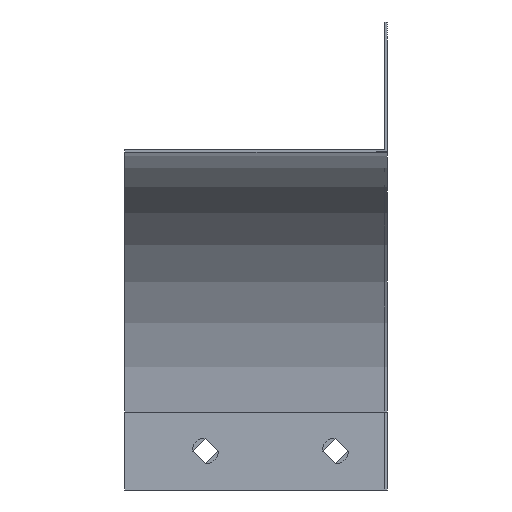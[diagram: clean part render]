
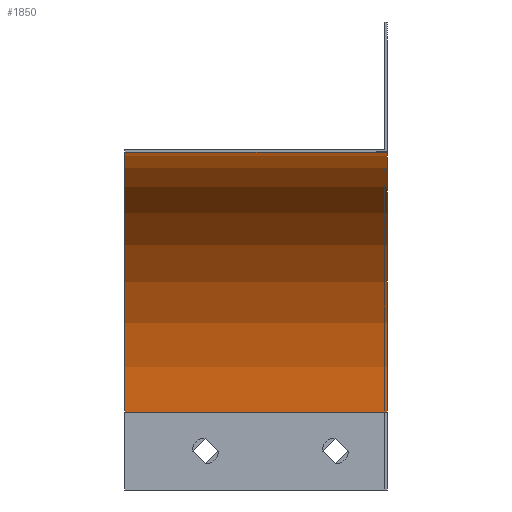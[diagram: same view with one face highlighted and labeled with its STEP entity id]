
A CAD part, left-side view. The second image highlights one B-rep face of the part: STEP entity #1850.
In plain terms, the highlighted cylindrical face has radius 100 mm (diameter 200 mm), a partial arc.
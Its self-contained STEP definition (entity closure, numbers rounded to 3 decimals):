
#32 = AXIS2_PLACEMENT_3D ( 'NONE', #1793, #1791, #1789 ) ;
#144 = LINE ( 'NONE', #1345, #147 ) ;
#146 = CIRCLE ( 'NONE', #227, 100. ) ;
#147 = VECTOR ( 'NONE', #1347, 1000. ) ;
#148 = CIRCLE ( 'NONE', #229, 100. ) ;
#150 = LINE ( 'NONE', #1346, #152 ) ;
#152 = VECTOR ( 'NONE', #1339, 1000. ) ;
#227 = AXIS2_PLACEMENT_3D ( 'NONE', #1354, #1355, #1356 ) ;
#229 = AXIS2_PLACEMENT_3D ( 'NONE', #1350, #1351, #1352 ) ;
#320 = EDGE_CURVE ( 'NONE', #506, #465, #144, .T. ) ;
#322 = EDGE_CURVE ( 'NONE', #465, #483, #148, .T. ) ;
#323 = EDGE_CURVE ( 'NONE', #1157, #483, #150, .T. ) ;
#324 = EDGE_CURVE ( 'NONE', #1157, #506, #146, .T. ) ;
#465 = VERTEX_POINT ( 'NONE', #1552 ) ;
#483 = VERTEX_POINT ( 'NONE', #1567 ) ;
#506 = VERTEX_POINT ( 'NONE', #1590 ) ;
#1021 = FACE_OUTER_BOUND ( 'NONE', #1173, .T. ) ;
#1028 = CYLINDRICAL_SURFACE ( 'NONE', #32, 100. ) ;
#1157 = VERTEX_POINT ( 'NONE', #1617 ) ;
#1173 = EDGE_LOOP ( 'NONE', ( #1275, #1276, #1277, #1278 ) ) ;
#1275 = ORIENTED_EDGE ( 'NONE', *, *, #322, .T. ) ;
#1276 = ORIENTED_EDGE ( 'NONE', *, *, #323, .F. ) ;
#1277 = ORIENTED_EDGE ( 'NONE', *, *, #324, .T. ) ;
#1278 = ORIENTED_EDGE ( 'NONE', *, *, #320, .T. ) ;
#1339 = DIRECTION ( 'NONE',  ( 0., -1., 0. ) ) ;
#1345 = CARTESIAN_POINT ( 'NONE',  ( -150., 1., -150. ) ) ;
#1346 = CARTESIAN_POINT ( 'NONE',  ( -250., 1., -50. ) ) ;
#1347 = DIRECTION ( 'NONE',  ( 0., -1., 0. ) ) ;
#1350 = CARTESIAN_POINT ( 'NONE',  ( -250., 0., -150. ) ) ;
#1351 = DIRECTION ( 'NONE',  ( 0., -1., 0. ) ) ;
#1352 = DIRECTION ( 'NONE',  ( 0., 0., -1. ) ) ;
#1354 = CARTESIAN_POINT ( 'NONE',  ( -250., 101., -150. ) ) ;
#1355 = DIRECTION ( 'NONE',  ( 0., 1., 0. ) ) ;
#1356 = DIRECTION ( 'NONE',  ( 0., 0., 1. ) ) ;
#1552 = CARTESIAN_POINT ( 'NONE',  ( -150., 0., -150. ) ) ;
#1567 = CARTESIAN_POINT ( 'NONE',  ( -250., 0., -50. ) ) ;
#1590 = CARTESIAN_POINT ( 'NONE',  ( -150., 101., -150. ) ) ;
#1617 = CARTESIAN_POINT ( 'NONE',  ( -250., 101., -50. ) ) ;
#1789 = DIRECTION ( 'NONE',  ( 0., 0., -1. ) ) ;
#1791 = DIRECTION ( 'NONE',  ( 0., -1., 0. ) ) ;
#1793 = CARTESIAN_POINT ( 'NONE',  ( -250., 1., -150. ) ) ;
#1850 = ADVANCED_FACE ( 'NONE', ( #1021 ), #1028, .F. ) ;
